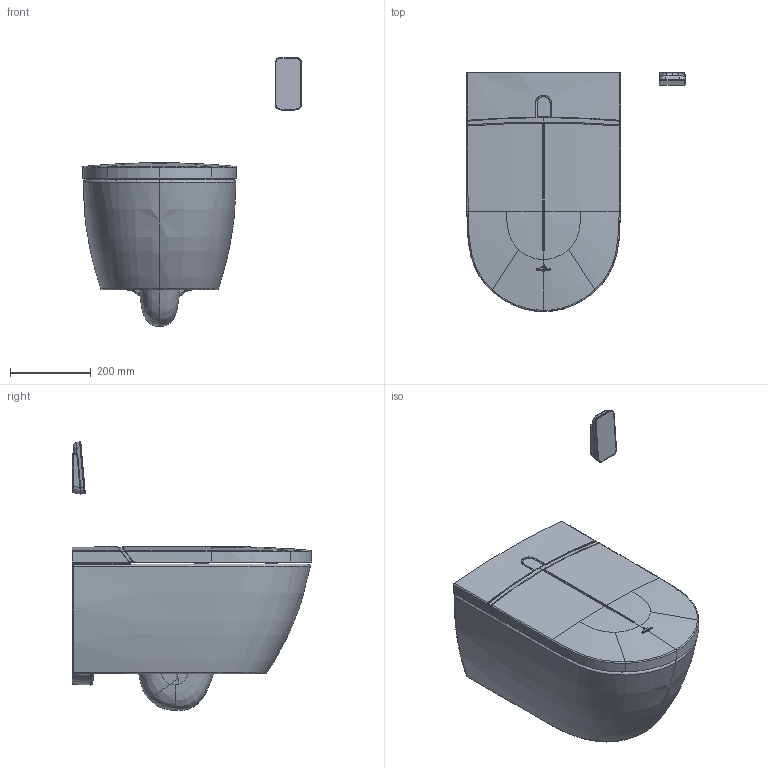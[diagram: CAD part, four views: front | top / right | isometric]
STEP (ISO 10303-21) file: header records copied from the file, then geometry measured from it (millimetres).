
FILE_DESCRIPTION(/* description */ (''),/* implementation_level */ '2;1');
FILE_NAME(/* name */ 'E00023897_000_1-03_PRT_C4640B5_ViClean_i200_display_model.stp',/* time_stamp */ '2023-08-29T10:02:09+02:00',/* author */ (''),/* organization */ (''),/* preprocessor_version */ 'ST-DEVELOPER v18.1',/* originating_system */ 'SIEMENS PLM Software NX 1973',/* authorisation */ '');
FILE_SCHEMA (('AUTOMOTIVE_DESIGN { 1 0 10303 214 3 1 1 1 }'));
Length unit declared in the file: millimetre
Products named in the file (1): colo466C0811573n
Bounding box: 542.61 x 593.01 x 667.01 mm (x, y, z)
Volume: 42858346.7 mm3; surface area: 1432625.3 mm2
Topology: 4 solids, 55 shells, 720 faces, 4184 edges, 3572 vertices
Faces by surface type: bspline 488, plane 129, cylinder 50, extrusion 46, sphere 6, torus 1
Entity records: 115638 total; most frequent: CARTESIAN_POINT 87979, ORIENTED_EDGE 5798, EDGE_CURVE 4111, VERTEX_POINT 3452, DIRECTION 3401, VECTOR 2689, LINE 2643, B_SPLINE_CURVE_WITH_KNOTS 1196
